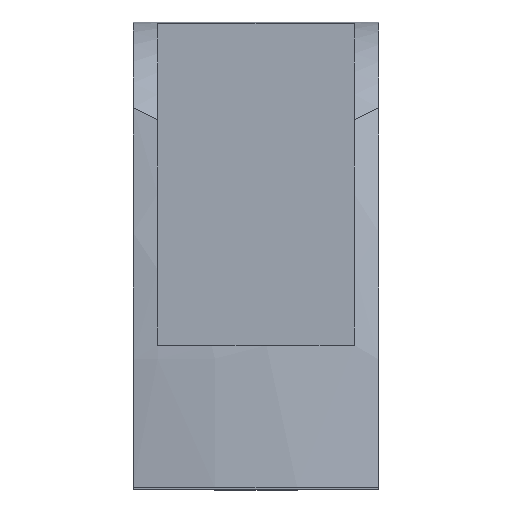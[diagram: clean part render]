
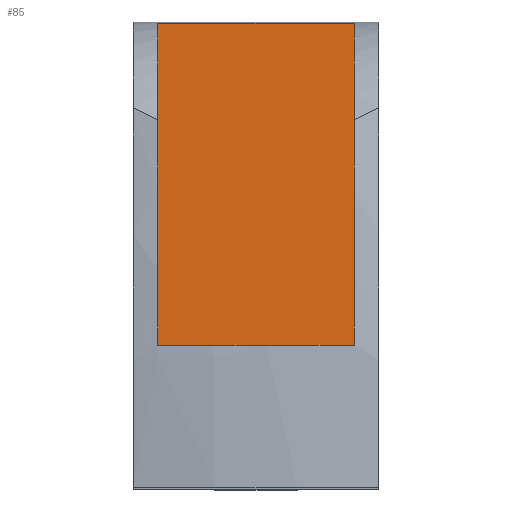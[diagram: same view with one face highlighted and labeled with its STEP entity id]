
A CAD part, top view. The second image highlights one B-rep face of the part: STEP entity #85.
In plain terms, the highlighted planar face has unit normal (0, 0, 1).
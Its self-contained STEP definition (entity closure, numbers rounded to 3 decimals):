
#85 = ADVANCED_FACE( '', ( #126 ), #127, .T. );
#126 = FACE_OUTER_BOUND( '', #192, .T. );
#127 = PLANE( '', #193 );
#192 = EDGE_LOOP( '', ( #320, #321, #322, #323 ) );
#193 = AXIS2_PLACEMENT_3D( '', #324, #325, #326 );
#320 = ORIENTED_EDGE( '', *, *, #474, .T. );
#321 = ORIENTED_EDGE( '', *, *, #498, .T. );
#322 = ORIENTED_EDGE( '', *, *, #496, .F. );
#323 = ORIENTED_EDGE( '', *, *, #499, .F. );
#324 = CARTESIAN_POINT( '', ( 7.6, 47., 38.5 ) );
#325 = DIRECTION( '', ( 0., 0., 1. ) );
#326 = DIRECTION( '', ( 1., 0., 0. ) );
#474 = EDGE_CURVE( '', #557, #554, #558, .T. );
#496 = EDGE_CURVE( '', #595, #597, #598, .T. );
#498 = EDGE_CURVE( '', #554, #597, #600, .T. );
#499 = EDGE_CURVE( '', #557, #595, #601, .T. );
#554 = VERTEX_POINT( '', #693 );
#557 = VERTEX_POINT( '', #696 );
#558 = LINE( '', #697, #698 );
#595 = VERTEX_POINT( '', #760 );
#597 = VERTEX_POINT( '', #763 );
#598 = LINE( '', #764, #765 );
#600 = LINE( '', #768, #769 );
#601 = LINE( '', #770, #771 );
#693 = CARTESIAN_POINT( '', ( -7.6, 35.911, 38.5 ) );
#696 = CARTESIAN_POINT( '', ( 7.6, 35.911, 38.5 ) );
#697 = CARTESIAN_POINT( '', ( 9.5, 35.911, 38.5 ) );
#698 = VECTOR( '', #855, 1000. );
#760 = CARTESIAN_POINT( '', ( 7.6, 11., 38.5 ) );
#763 = CARTESIAN_POINT( '', ( -7.6, 11., 38.5 ) );
#764 = CARTESIAN_POINT( '', ( 7.6, 11., 38.5 ) );
#765 = VECTOR( '', #892, 1000. );
#768 = CARTESIAN_POINT( '', ( -7.6, 47., 38.5 ) );
#769 = VECTOR( '', #894, 1000. );
#770 = CARTESIAN_POINT( '', ( 7.6, 47., 38.5 ) );
#771 = VECTOR( '', #895, 1000. );
#855 = DIRECTION( '', ( -1., 0., 0. ) );
#892 = DIRECTION( '', ( -1., 0., 0. ) );
#894 = DIRECTION( '', ( 0., -1., 0. ) );
#895 = DIRECTION( '', ( 0., -1., 0. ) );
